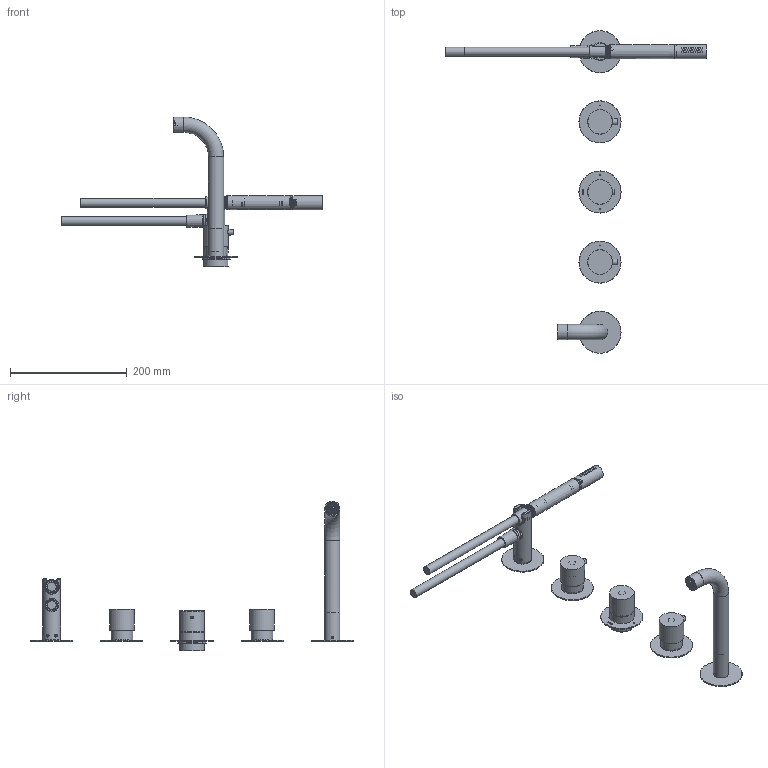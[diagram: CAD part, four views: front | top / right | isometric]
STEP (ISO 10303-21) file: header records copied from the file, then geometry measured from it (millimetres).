
FILE_DESCRIPTION(/* description */ ('Unknown'),/* implementation_level */ '2;1');
FILE_NAME(/* name */ 'AR7072',/* time_stamp */ '2022-12-13T15:18:02+01:00',/* author */ ('Unknown'),/* organization */ ('Unknown'),/* preprocessor_version */ 'ST-DEVELOPER v16.7',/* originating_system */ 'DEX',/* authorisation */ $);
FILE_SCHEMA (('AUTOMOTIVE_DESIGN {1 0 10303 214 3 1 1}'));
Length unit declared in the file: millimetre
Products named in the file (45): AR7072-00 rel1; AR7072EXT-00 Rel1_oa_0; AR7098-01; bocca inox_0G83.38.006_0G83.38.006; inserto bocca inox; inserto areatore inox; CB7098-02; CB7098-001; AR7501-01; CB7501-05; CB7501-04; AR015-00; AR352-00; C063155_00101ZZ INOX; A133054_50300ZZ; A101064_01500ZZ; C140041_00000ZZ; C091003_00000ZZ; C140083_00600ZZ; C069033_00000ZZ; AR7501-001; supporto_doccetta_023E.38.003_023E.38.003; Gruppo raccordo titanico_T1010671_BOM; raccordi_uscita_T1010035_T1010035; or 14 x 2_05000055; Protezione supp docc_00G3.00.001_00G3.00.001; AR7001-02; AR7001-01; CB7001-03; AR7068-02; AR7068-01; CB7068-03; AR7068-04; CB7068-05; CB7068-06; AR7068-07; CB0768-10; AR7068-05; AR7001-001; manopola reg inox 42_00G8.38.315_00G8.38.315 ...
Assembly tree (59 placements, depth 5):
  AR7072-00 rel1
    AR7072EXT-00 Rel1_oa_0
      AR7098-01
        bocca inox_0G83.38.006_0G83.38.006
        inserto bocca inox
        inserto areatore inox
      CB7098-02
      CB7098-001
      AR7501-01  x2
      CB7501-05
      CB7501-04  x2
      AR015-00  x2
      AR352-00
        C063155_00101ZZ INOX
        A133054_50300ZZ
        A101064_01500ZZ
        C140041_00000ZZ
        C091003_00000ZZ
        C140083_00600ZZ  x2
        C069033_00000ZZ
      AR7501-001
        supporto_doccetta_023E.38.003_023E.38.003
        Gruppo raccordo titanico_T1010671_BOM
          raccordi_uscita_T1010035_T1010035
          or 14 x 2_05000055
        Protezione supp docc_00G3.00.001_00G3.00.001
      AR7001-02
      AR7001-01
      CB7001-03
      AR7068-02  x2
      AR7068-01  x2
      CB7068-03  x2
      AR7068-04  x2
      CB7068-05  x2
      CB7068-06  x2
      AR7068-07  x2
      CB0768-10  x3
      AR7068-05  x3
      AR7001-001
        manopola reg inox 42_00G8.38.315_00G8.38.315
        molla_91000075_91000075
        bottone inox_0083.38.325_0083.38.325
        perni_D3000126_D3000126
        Grano M5 x 5 punta conica_Grano M5 x 5 punta conica
        or 6 x 1.5_13000495
Bounding box: 448.24 x 552 x 256.2 mm (x, y, z)
Volume: 370615.2 mm3; surface area: 247651.2 mm2
Topology: 54 solids, 54 shells, 2447 faces, 5971 edges, 3686 vertices
Faces by surface type: plane 1005, cylinder 543, cone 460, bspline 320, torus 100, sphere 19
Full cylindrical faces by diameter (mm): 1.2 x29, 2 x1, 2.5 x3, 2.8 x1, 3 x2, 3.2 x1, 3.3 x3, 4 x58, 4.134 x2, 4.2 x5, 4.5 x1, 5 x51, 5.2 x2, 5.99 x1, 7.5 x1, 8.8 x1, 9 x3, 9.5 x3, 10 x4, 10.2 x3, 10.5 x3, 11.9 x6, 12 x7, 13 x1, 13.4 x3, 13.5 x1, 14 x3, 14.4 x1, 14.8 x4, 15 x3
Entity records: 69782 total; most frequent: CARTESIAN_POINT 25076, ORIENTED_EDGE 8254, DIRECTION 7737, EDGE_CURVE 4127, AXIS2_PLACEMENT_3D 2998, VERTEX_POINT 2814, FACE_BOUND 2513, EDGE_LOOP 2499
